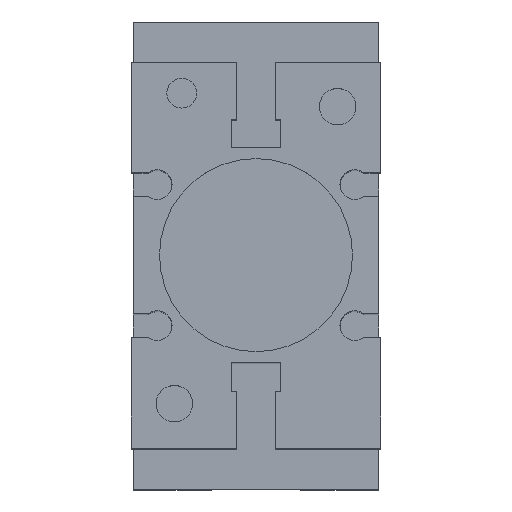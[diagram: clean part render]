
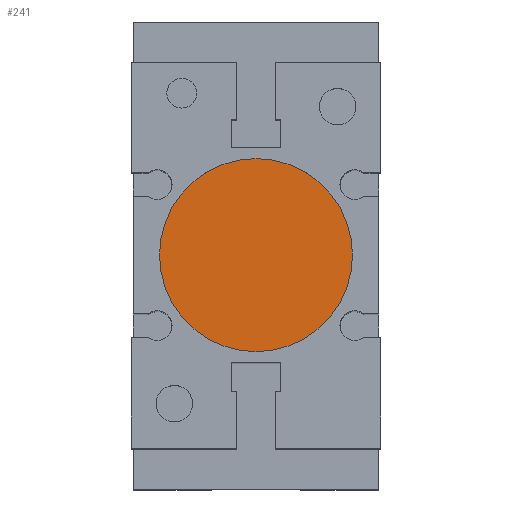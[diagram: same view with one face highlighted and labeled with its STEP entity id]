
A CAD part, top view. The second image highlights one B-rep face of the part: STEP entity #241.
In plain terms, the highlighted planar face has unit normal (0, 0, 1).
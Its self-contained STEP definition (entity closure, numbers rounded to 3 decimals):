
#241 = ADVANCED_FACE( 'NONE', ( #410 ), #411, .F. );
#410 = FACE_OUTER_BOUND( '', #629, .T. );
#411 = PLANE( '', #630 );
#629 = EDGE_LOOP( '', ( #1165 ) );
#630 = AXIS2_PLACEMENT_3D( '', #1166, #1167, #1168 );
#1165 = ORIENTED_EDGE( '', *, *, #1600, .T. );
#1166 = CARTESIAN_POINT( '', ( 0., 0., 61.6 ) );
#1167 = DIRECTION( '', ( 0., 0., -1. ) );
#1168 = DIRECTION( '', ( 0., -1., 0. ) );
#1600 = EDGE_CURVE( 'NONE', #1943, #1943, #1944, .T. );
#1943 = VERTEX_POINT( '', #2450 );
#1944 = CIRCLE( '', #2451, 13. );
#2450 = CARTESIAN_POINT( '', ( -13., 0., 61.6 ) );
#2451 = AXIS2_PLACEMENT_3D( '', #2834, #2835, #2836 );
#2834 = CARTESIAN_POINT( '', ( 0., 0., 61.6 ) );
#2835 = DIRECTION( '', ( 0., 0., 1. ) );
#2836 = DIRECTION( '', ( -1., 0., 0. ) );
